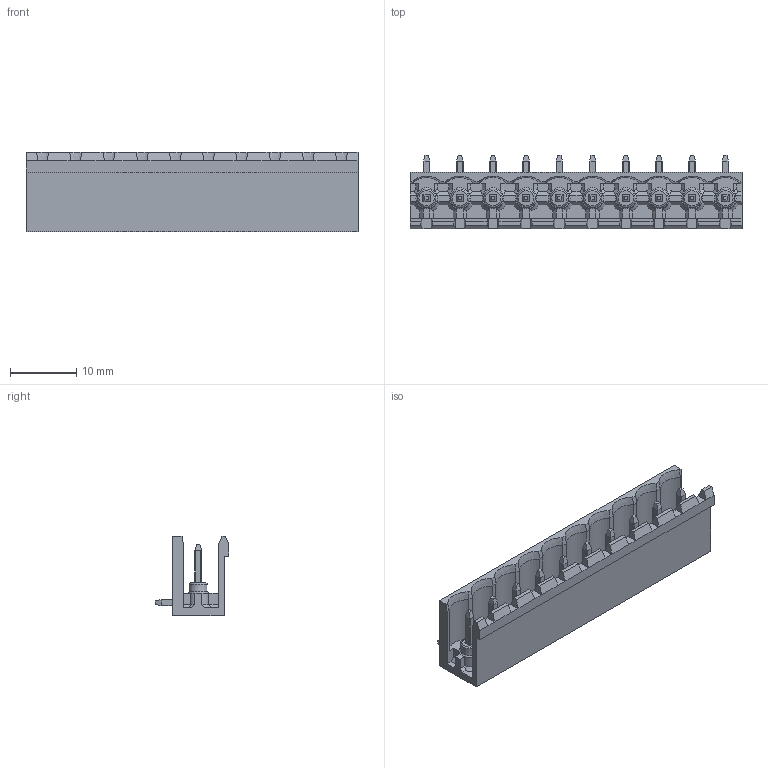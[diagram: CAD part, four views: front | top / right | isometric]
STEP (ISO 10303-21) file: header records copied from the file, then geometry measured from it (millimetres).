
FILE_DESCRIPTION(/* description */ ('Unknown'),/* implementation_level */ '2;1');
FILE_NAME(/* name */ '691701710010B',/* time_stamp */ '2024-01-10T13:24:23+01:00',/* author */ ('Unknown'),/* organization */ ('Unknown'),/* preprocessor_version */ 'ST-DEVELOPER v18.102',/* originating_system */ 'Solid Edge',/* authorisation */ 'Unknown');
FILE_SCHEMA (('MODEL_BASED_INTEGRATED_MANUFACTURING_SCHEMA','AUTOMOTIVE_DESIGN {1 0 10303 214 3 1 1}'));
Length unit declared in the file: millimetre
Products named in the file (3): 6917017100xxB; 691701700010B; 6917015300xxB_Pin
Assembly tree (11 placements, depth 2):
  6917017100xxB
    691701700010B
    6917015300xxB_Pin  x10
Bounding box: 50 x 11.1 x 12 mm (x, y, z)
Volume: 1882.8 mm3; surface area: 4332.7 mm2
Topology: 11 solids, 11 shells, 911 faces, 2397 edges, 1518 vertices
Faces by surface type: plane 631, cylinder 150, cone 60, torus 60, sphere 10
Entity records: 19373 total; most frequent: CARTESIAN_POINT 3652, ORIENTED_EDGE 3286, DIRECTION 3081, EDGE_CURVE 1643, LINE 1311, VECTOR 1311, VERTEX_POINT 1056, AXIS2_PLACEMENT_3D 885
